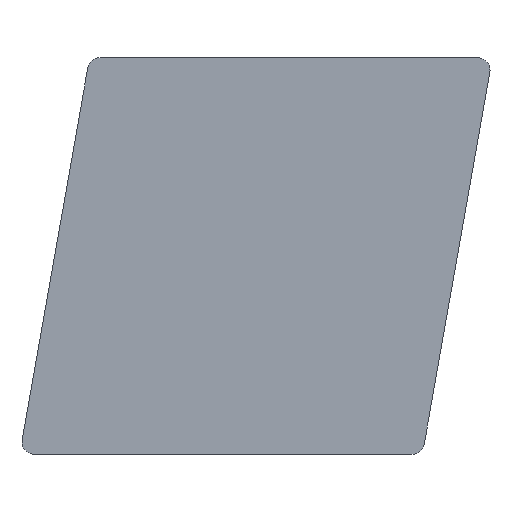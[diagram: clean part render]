
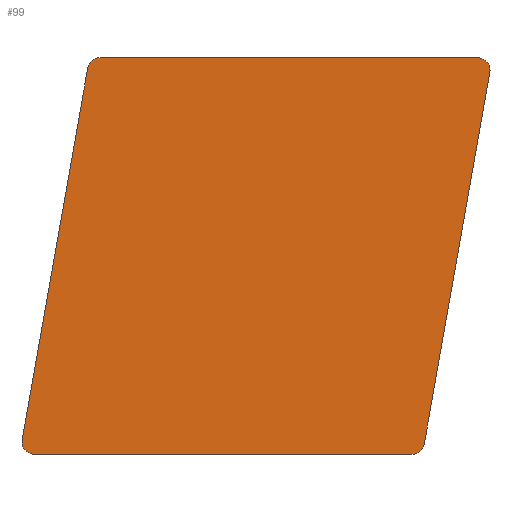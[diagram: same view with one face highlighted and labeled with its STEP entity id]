
A CAD part, top view. The second image highlights one B-rep face of the part: STEP entity #99.
In plain terms, the highlighted planar face has unit normal (0, 0, 1).
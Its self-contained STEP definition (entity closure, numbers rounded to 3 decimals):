
#85=VERTEX_POINT('',#220);
#95=VERTEX_POINT('',#230);
#99=ADVANCED_FACE('',(#234),#235,.T.);
#103=EDGE_CURVE('',#95,#117,#239,.T.);
#109=EDGE_CURVE('',#133,#85,#245,.T.);
#117=VERTEX_POINT('',#255);
#119=VERTEX_POINT('',#257);
#133=VERTEX_POINT('',#274);
#135=EDGE_CURVE('',#85,#183,#276,.T.);
#145=EDGE_CURVE('',#117,#167,#287,.T.);
#151=VERTEX_POINT('',#293);
#167=VERTEX_POINT('',#313);
#175=EDGE_CURVE('',#167,#119,#322,.T.);
#179=EDGE_CURVE('',#151,#95,#326,.T.);
#183=VERTEX_POINT('',#330);
#193=EDGE_CURVE('',#183,#151,#341,.T.);
#199=EDGE_CURVE('',#119,#133,#347,.T.);
#220=CARTESIAN_POINT('',(7.329,6.35,0.0));
#230=CARTESIAN_POINT('',(0.041,0.235,0.0));
#234=FACE_OUTER_BOUND('',#375,.T.);
#235=PLANE('',#376);
#239=CIRCLE('',#381,0.2);
#245=CIRCLE('',#392,0.2);
#255=CARTESIAN_POINT('',(0.238,0.0,0.0));
#257=CARTESIAN_POINT('',(6.477,0.165,0.0));
#274=CARTESIAN_POINT('',(7.526,6.115,0.0));
#276=LINE('',#430,#431);
#287=LINE('',#449,#450);
#293=CARTESIAN_POINT('',(1.091,6.185,0.0));
#313=CARTESIAN_POINT('',(6.28,0.0,0.0));
#322=CIRCLE('',#498,0.2);
#326=LINE('',#505,#506);
#330=CARTESIAN_POINT('',(1.287,6.35,0.0));
#341=CIRCLE('',#526,0.2);
#347=LINE('',#535,#536);
#375=EDGE_LOOP('',(#550,#551,#552,#553,#554,#555,#556,#557));
#376=AXIS2_PLACEMENT_3D('',#558,#559,#560);
#381=AXIS2_PLACEMENT_3D('',#561,#562,#563);
#392=AXIS2_PLACEMENT_3D('',#566,#567,#568);
#430=CARTESIAN_POINT('',(7.329,6.35,0.0));
#431=VECTOR('',#610,1.0);
#449=CARTESIAN_POINT('',(0.238,0.0,0.0));
#450=VECTOR('',#621,1.0);
#498=AXIS2_PLACEMENT_3D('',#667,#668,#669);
#505=CARTESIAN_POINT('',(1.091,6.185,0.0));
#506=VECTOR('',#671,1.0);
#526=AXIS2_PLACEMENT_3D('',#682,#683,#684);
#535=CARTESIAN_POINT('',(6.477,0.165,0.0));
#536=VECTOR('',#686,1.0);
#550=ORIENTED_EDGE('',*,*,#145,.T.);
#551=ORIENTED_EDGE('',*,*,#175,.T.);
#552=ORIENTED_EDGE('',*,*,#199,.T.);
#553=ORIENTED_EDGE('',*,*,#109,.T.);
#554=ORIENTED_EDGE('',*,*,#135,.T.);
#555=ORIENTED_EDGE('',*,*,#193,.T.);
#556=ORIENTED_EDGE('',*,*,#179,.T.);
#557=ORIENTED_EDGE('',*,*,#103,.T.);
#558=CARTESIAN_POINT('',(3.784,3.175,0.0));
#559=DIRECTION('',(0.0,0.0,1.0));
#560=DIRECTION('',(1.0,0.0,0.0));
#561=CARTESIAN_POINT('',(0.238,0.2,0.0));
#562=DIRECTION('',(0.0,0.0,1.0));
#563=DIRECTION('',(-0.985,0.174,0.0));
#566=CARTESIAN_POINT('',(7.329,6.15,0.0));
#567=DIRECTION('',(-0.0,0.0,1.0));
#568=DIRECTION('',(0.985,-0.174,0.0));
#610=DIRECTION('',(-1.0,0.0,0.0));
#621=DIRECTION('',(1.0,0.0,0.0));
#667=CARTESIAN_POINT('',(6.28,0.2,0.0));
#668=DIRECTION('',(0.0,0.0,1.0));
#669=DIRECTION('',(0.,-1.0,0.0));
#671=DIRECTION('',(-0.174,-0.985,0.0));
#682=CARTESIAN_POINT('',(1.287,6.15,0.0));
#683=DIRECTION('',(0.0,0.0,1.0));
#684=DIRECTION('',(0.,1.0,0.0));
#686=DIRECTION('',(0.174,0.985,0.0));
